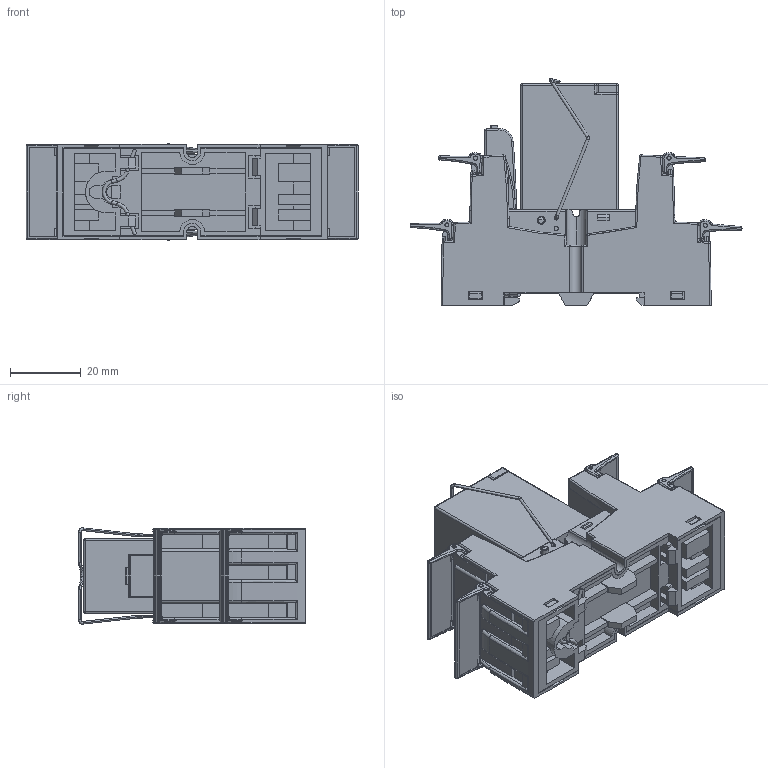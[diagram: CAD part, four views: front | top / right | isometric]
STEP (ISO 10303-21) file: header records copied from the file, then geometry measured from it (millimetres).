
FILE_DESCRIPTION (( 'STEP AP214' ), '1' );
FILE_NAME ('PIR3T.STEP', '2017-07-14T07:02:07', ( '' ), ( '' ), 'SwSTEP 2.0', 'SolidWorks 2017', '' );
FILE_SCHEMA (( 'AUTOMOTIVE_DESIGN' ));
Length unit declared in the file: millimetre
Products named in the file (1): PIR3T
Bounding box: 93.79 x 64.07 x 27.24 mm (x, y, z)
Volume: 71525.2 mm3; surface area: 32687 mm2
Topology: 21 solids, 37 shells, 3334 faces, 8364 edges, 5040 vertices
Faces by surface type: plane 1360, cylinder 962, torus 388, bspline 333, sphere 197, cone 94
Entity records: 142062 total; most frequent: CARTESIAN_POINT 28470, ORIENTED_EDGE 16456, DIRECTION 15757, EDGE_CURVE 8228, AXIS2_PLACEMENT_3D 5714, VERTEX_POINT 5032, LINE 4329, VECTOR 4329
